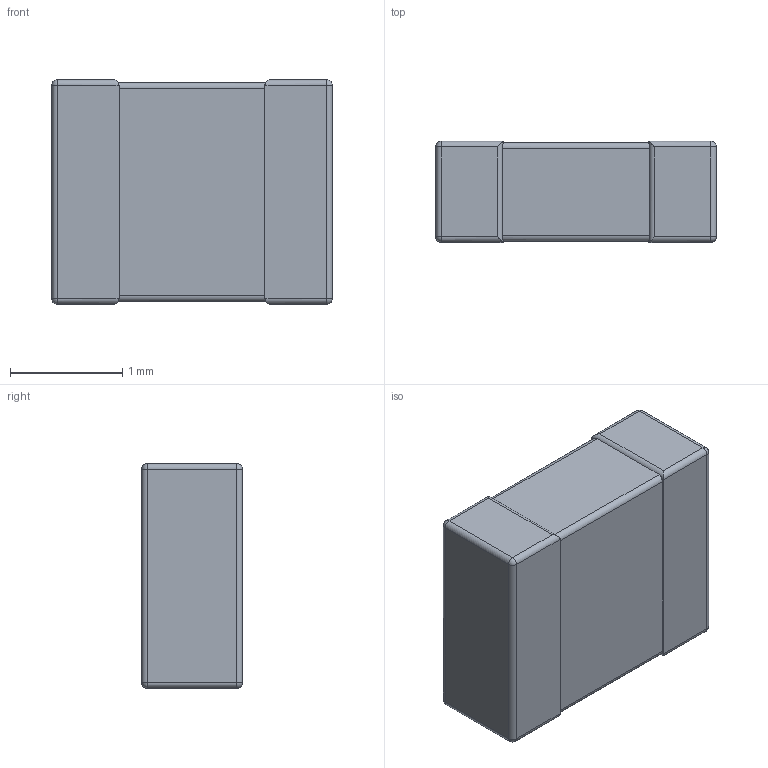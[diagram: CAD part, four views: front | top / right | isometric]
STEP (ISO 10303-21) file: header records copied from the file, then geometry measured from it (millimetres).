
FILE_DESCRIPTION (( 'STEP AP214' ), '1' );
FILE_NAME ('INDUCTOR-1008.STEP', '2018-11-20T21:10:20', ( '' ), ( '' ), 'SwSTEP 2.0', 'SolidWorks 2018', '' );
FILE_SCHEMA (( 'AUTOMOTIVE_DESIGN' ));
Length unit declared in the file: millimetre
Products named in the file (1): INDUCTOR-1008
Bounding box: 2.5 x 0.9 x 2 mm (x, y, z)
Volume: 4.4 mm3; surface area: 17.6 mm2
Topology: 1 solids, 1 shells, 50 faces, 120 edges, 64 vertices
Faces by surface type: cylinder 24, plane 18, sphere 8
Entity records: 1554 total; most frequent: CARTESIAN_POINT 347, DIRECTION 230, ORIENTED_EDGE 224, EDGE_CURVE 112, AXIS2_PLACEMENT_3D 83, LINE 64, VECTOR 64, VERTEX_POINT 64
